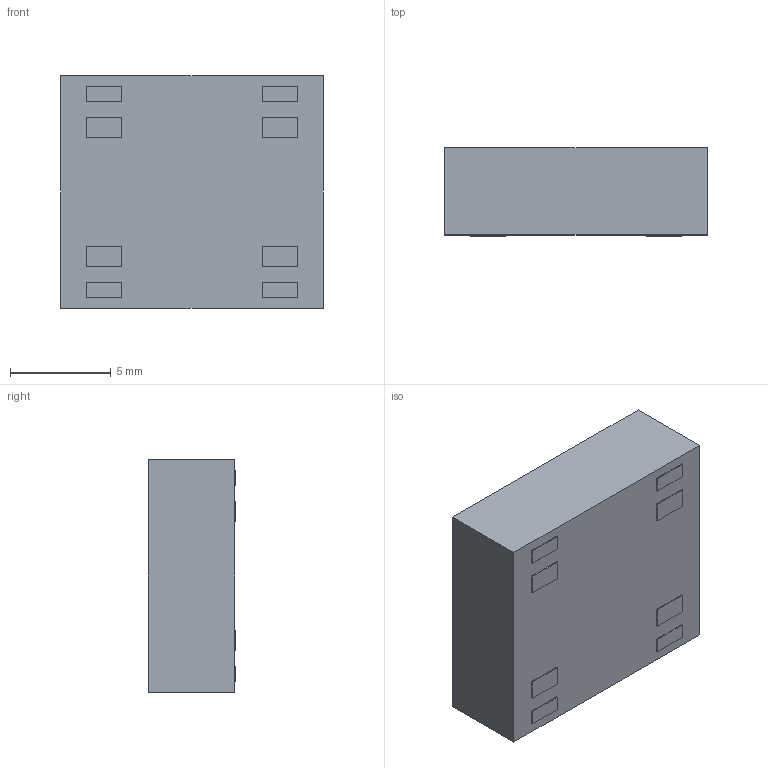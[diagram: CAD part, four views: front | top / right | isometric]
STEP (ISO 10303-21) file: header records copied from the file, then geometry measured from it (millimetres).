
FILE_DESCRIPTION (( 'STEP AP214' ), '1' );
FILE_NAME ('3DC11LPF.STEP', '2015-10-21T15:25:45', ( 'Ezequiel Navarro' ), ( 'Microsoft' ), 'SwSTEP 2.0', 'SolidWorks 2012', '' );
FILE_SCHEMA (( 'AUTOMOTIVE_DESIGN' ));
Length unit declared in the file: millimetre
Products named in the file (1): 3DC11LPF
Bounding box: 13 x 4.35 x 11.5 mm (x, y, z)
Volume: 643.3 mm3; surface area: 512.3 mm2
Topology: 1 solids, 1 shells, 49 faces, 114 edges, 76 vertices
Faces by surface type: plane 47, cylinder 2
Entity records: 1846 total; most frequent: CARTESIAN_POINT 240, ORIENTED_EDGE 228, DIRECTION 218, EDGE_CURVE 114, VECTOR 110, LINE 110, VERTEX_POINT 76, EDGE_LOOP 58
